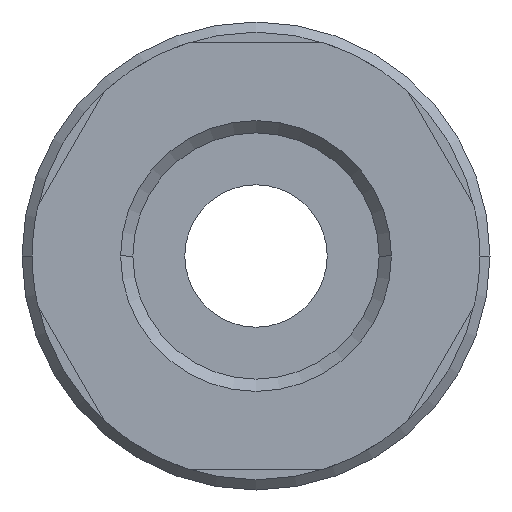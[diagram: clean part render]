
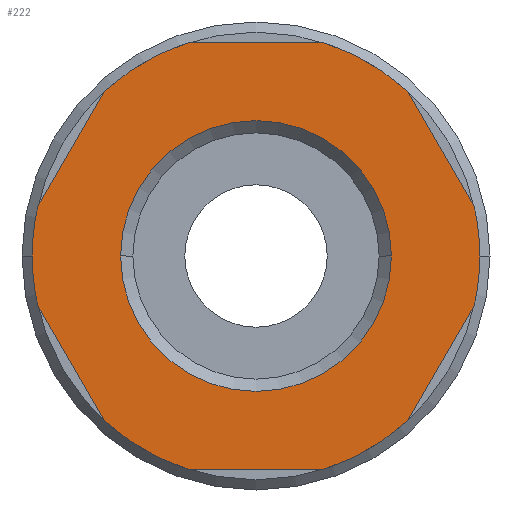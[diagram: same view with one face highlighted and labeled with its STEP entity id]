
A CAD part, front view. The second image highlights one B-rep face of the part: STEP entity #222.
In plain terms, the highlighted planar face has unit normal (0, -1, 0).
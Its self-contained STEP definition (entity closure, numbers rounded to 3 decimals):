
#222=ADVANCED_FACE('',(#473,#474),#475,.T.);
#473=FACE_BOUND('',#754,.T.);
#474=FACE_OUTER_BOUND('',#755,.T.);
#475=PLANE('',#756);
#754=EDGE_LOOP('',(#1306,#1307));
#755=EDGE_LOOP('',(#1308,#1309,#1310,#1311,#1312,#1313,#1314,#1315,#1316,#1317,#1318,#1319,#1320,#1321));
#756=AXIS2_PLACEMENT_3D('',#1322,#1323,#1324);
#1306=ORIENTED_EDGE('',*,*,#1819,.T.);
#1307=ORIENTED_EDGE('',*,*,#1811,.T.);
#1308=ORIENTED_EDGE('',*,*,#1820,.T.);
#1309=ORIENTED_EDGE('',*,*,#1669,.F.);
#1310=ORIENTED_EDGE('',*,*,#1758,.T.);
#1311=ORIENTED_EDGE('',*,*,#1769,.F.);
#1312=ORIENTED_EDGE('',*,*,#1677,.T.);
#1313=ORIENTED_EDGE('',*,*,#1821,.F.);
#1314=ORIENTED_EDGE('',*,*,#1748,.F.);
#1315=ORIENTED_EDGE('',*,*,#1822,.T.);
#1316=ORIENTED_EDGE('',*,*,#1752,.F.);
#1317=ORIENTED_EDGE('',*,*,#1723,.T.);
#1318=ORIENTED_EDGE('',*,*,#1657,.F.);
#1319=ORIENTED_EDGE('',*,*,#1823,.T.);
#1320=ORIENTED_EDGE('',*,*,#1762,.F.);
#1321=ORIENTED_EDGE('',*,*,#1824,.F.);
#1322=CARTESIAN_POINT('',(5.5,0.0,0.0));
#1323=DIRECTION('',(-0.0,-1.0,-0.0));
#1324=DIRECTION('',(-1.0,0.0,0.0));
#1657=EDGE_CURVE('',#1976,#1971,#1978,.T.);
#1669=EDGE_CURVE('',#1995,#1990,#1997,.T.);
#1677=EDGE_CURVE('',#2011,#2008,#2012,.T.);
#1723=EDGE_CURVE('',#2081,#1971,#2082,.T.);
#1748=EDGE_CURVE('',#2119,#2114,#2121,.T.);
#1752=EDGE_CURVE('',#2081,#2123,#2127,.T.);
#1758=EDGE_CURVE('',#1995,#2133,#2136,.T.);
#1762=EDGE_CURVE('',#2140,#2142,#2143,.T.);
#1769=EDGE_CURVE('',#2011,#2133,#2151,.T.);
#1811=EDGE_CURVE('',#2202,#2204,#2206,.T.);
#1819=EDGE_CURVE('',#2204,#2202,#2214,.T.);
#1820=EDGE_CURVE('',#2215,#1990,#2216,.T.);
#1821=EDGE_CURVE('',#2114,#2008,#2217,.T.);
#1822=EDGE_CURVE('',#2119,#2123,#2218,.T.);
#1823=EDGE_CURVE('',#1976,#2142,#2219,.T.);
#1824=EDGE_CURVE('',#2215,#2140,#2220,.T.);
#1971=VERTEX_POINT('',#2514);
#1976=VERTEX_POINT('',#2520);
#1978=CIRCLE('',#2523,11.0);
#1990=VERTEX_POINT('',#2538);
#1995=VERTEX_POINT('',#2544);
#1997=CIRCLE('',#2547,11.0);
#2008=VERTEX_POINT('',#2560);
#2011=VERTEX_POINT('',#2564);
#2012=LINE('',#2565,#2566);
#2081=VERTEX_POINT('',#2702);
#2082=LINE('',#2703,#2704);
#2114=VERTEX_POINT('',#2789);
#2119=VERTEX_POINT('',#2795);
#2121=CIRCLE('',#2798,11.0);
#2123=VERTEX_POINT('',#2800);
#2127=CIRCLE('',#2805,11.0);
#2133=VERTEX_POINT('',#2812);
#2136=LINE('',#2816,#2817);
#2140=VERTEX_POINT('',#2822);
#2142=VERTEX_POINT('',#2825);
#2143=CIRCLE('',#2826,11.0);
#2151=CIRCLE('',#2835,11.0);
#2202=VERTEX_POINT('',#2926);
#2204=VERTEX_POINT('',#2929);
#2206=CIRCLE('',#2932,6.655);
#2214=CIRCLE('',#2940,6.655);
#2215=VERTEX_POINT('',#2941);
#2216=LINE('',#2942,#2943);
#2217=CIRCLE('',#2944,11.0);
#2218=LINE('',#2945,#2946);
#2219=LINE('',#2947,#2948);
#2220=CIRCLE('',#2949,11.0);
#2514=CARTESIAN_POINT('',(-3.279,0.0,10.5));
#2520=CARTESIAN_POINT('',(-7.454,0.0,8.089));
#2523=AXIS2_PLACEMENT_3D('',#3090,#3091,#3092);
#2538=CARTESIAN_POINT('',(-7.454,0.0,-8.089));
#2544=CARTESIAN_POINT('',(-3.279,0.0,-10.5));
#2547=AXIS2_PLACEMENT_3D('',#3107,#3108,#3109);
#2560=CARTESIAN_POINT('',(10.733,0.0,-2.411));
#2564=CARTESIAN_POINT('',(7.454,0.0,-8.089));
#2565=CARTESIAN_POINT('',(9.781,0.0,-4.059));
#2566=VECTOR('',#3119,1.0);
#2702=CARTESIAN_POINT('',(3.279,0.0,10.5));
#2703=CARTESIAN_POINT('',(2.75,0.0,10.5));
#2704=VECTOR('',#3183,1.0);
#2789=CARTESIAN_POINT('',(11.0,0.0,0.));
#2795=CARTESIAN_POINT('',(10.733,0.0,2.411));
#2798=AXIS2_PLACEMENT_3D('',#3207,#3208,#3209);
#2800=CARTESIAN_POINT('',(7.454,0.0,8.089));
#2805=AXIS2_PLACEMENT_3D('',#3214,#3215,#3216);
#2812=CARTESIAN_POINT('',(3.279,0.0,-10.5));
#2816=CARTESIAN_POINT('',(2.75,0.0,-10.5));
#2817=VECTOR('',#3222,1.0);
#2822=CARTESIAN_POINT('',(-11.0,0.0,0.));
#2825=CARTESIAN_POINT('',(-10.733,0.0,2.411));
#2826=AXIS2_PLACEMENT_3D('',#3225,#3226,#3227);
#2835=AXIS2_PLACEMENT_3D('',#3238,#3239,#3240);
#2926=CARTESIAN_POINT('',(6.655,0.0,0.));
#2929=CARTESIAN_POINT('',(-6.655,0.0,0.));
#2932=AXIS2_PLACEMENT_3D('',#3298,#3299,#3300);
#2940=AXIS2_PLACEMENT_3D('',#3310,#3311,#3312);
#2941=CARTESIAN_POINT('',(-10.733,0.0,-2.411));
#2942=CARTESIAN_POINT('',(-8.406,0.0,-6.441));
#2943=VECTOR('',#3313,1.0);
#2944=AXIS2_PLACEMENT_3D('',#3314,#3315,#3316);
#2945=CARTESIAN_POINT('',(9.781,0.0,4.059));
#2946=VECTOR('',#3317,1.0);
#2947=CARTESIAN_POINT('',(-8.406,0.0,6.441));
#2948=VECTOR('',#3318,1.0);
#2949=AXIS2_PLACEMENT_3D('',#3319,#3320,#3321);
#3090=CARTESIAN_POINT('',(0.0,0.0,0.0));
#3091=DIRECTION('',(-0.0,1.0,0.0));
#3092=DIRECTION('',(1.0,0.0,0.0));
#3107=CARTESIAN_POINT('',(0.0,0.0,0.0));
#3108=DIRECTION('',(-0.0,1.0,0.0));
#3109=DIRECTION('',(1.0,0.0,0.0));
#3119=DIRECTION('',(0.5,-0.0,0.866));
#3183=DIRECTION('',(-1.0,0.0,0.));
#3207=CARTESIAN_POINT('',(0.0,0.0,0.0));
#3208=DIRECTION('',(-0.0,1.0,0.0));
#3209=DIRECTION('',(1.0,0.0,0.0));
#3214=CARTESIAN_POINT('',(0.0,0.0,0.0));
#3215=DIRECTION('',(-0.0,1.0,0.0));
#3216=DIRECTION('',(1.0,0.0,0.0));
#3222=DIRECTION('',(1.0,-0.0,0.0));
#3225=CARTESIAN_POINT('',(0.0,0.0,0.0));
#3226=DIRECTION('',(-0.0,1.0,0.0));
#3227=DIRECTION('',(1.0,0.0,0.0));
#3238=CARTESIAN_POINT('',(0.0,0.0,0.0));
#3239=DIRECTION('',(-0.0,1.0,0.0));
#3240=DIRECTION('',(1.0,0.0,0.0));
#3298=CARTESIAN_POINT('',(0.0,0.0,0.0));
#3299=DIRECTION('',(-0.0,1.0,0.0));
#3300=DIRECTION('',(1.0,0.0,0.0));
#3310=CARTESIAN_POINT('',(0.0,0.0,0.0));
#3311=DIRECTION('',(-0.0,1.0,0.0));
#3312=DIRECTION('',(1.0,0.0,0.0));
#3313=DIRECTION('',(0.5,0.0,-0.866));
#3314=CARTESIAN_POINT('',(0.0,0.0,0.0));
#3315=DIRECTION('',(-0.0,1.0,0.0));
#3316=DIRECTION('',(1.0,0.0,0.0));
#3317=DIRECTION('',(-0.5,0.0,0.866));
#3318=DIRECTION('',(-0.5,0.0,-0.866));
#3319=CARTESIAN_POINT('',(0.0,0.0,0.0));
#3320=DIRECTION('',(-0.0,1.0,0.0));
#3321=DIRECTION('',(1.0,0.0,0.0));
